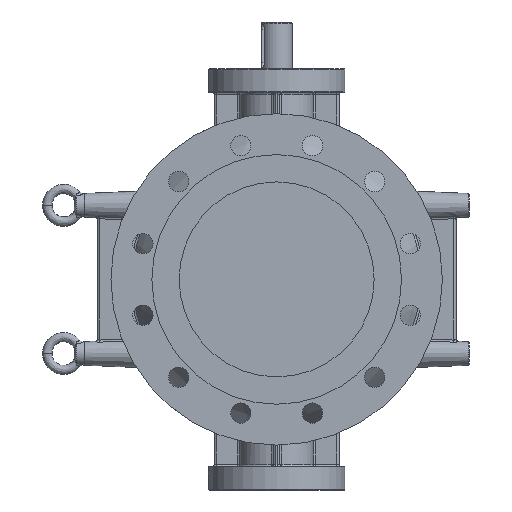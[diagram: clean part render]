
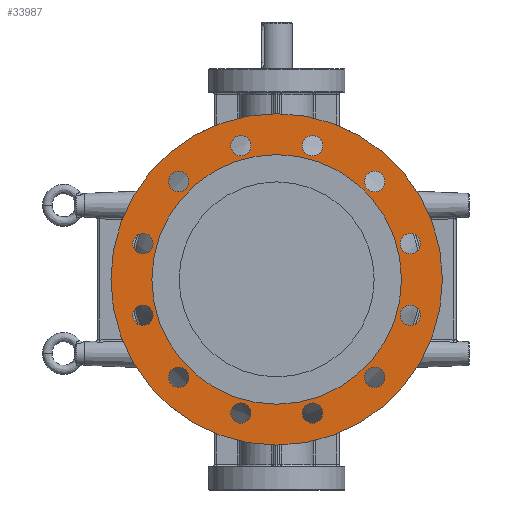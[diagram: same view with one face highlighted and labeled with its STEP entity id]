
A CAD part, left-side view. The second image highlights one B-rep face of the part: STEP entity #33987.
In plain terms, the highlighted planar face has unit normal (-1, 0, 0).
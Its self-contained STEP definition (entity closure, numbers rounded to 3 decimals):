
#735 = ORIENTED_EDGE ( 'NONE', *, *, #40062, .F. ) ;
#917 = CARTESIAN_POINT ( 'NONE',  ( -147., 125.511, 138.511 ) ) ;
#1136 = CARTESIAN_POINT ( 'NONE',  ( -147., -125.511, -125.511 ) ) ;
#1964 = CARTESIAN_POINT ( 'NONE',  ( -147., 45.94, -171.452 ) ) ;
#1988 = ORIENTED_EDGE ( 'NONE', *, *, #2974, .F. ) ;
#2254 = PLANE ( 'NONE',  #47149 ) ;
#2515 = CARTESIAN_POINT ( 'NONE',  ( -147., -125.511, -112.511 ) ) ;
#2741 = DIRECTION ( 'NONE',  ( 0., 0., 1. ) ) ;
#2766 = CARTESIAN_POINT ( 'NONE',  ( -147., 125.511, -125.511 ) ) ;
#2923 = AXIS2_PLACEMENT_3D ( 'NONE', #28008, #8332, #50579 ) ;
#2974 = EDGE_CURVE ( 'NONE', #32690, #32690, #31987, .T. ) ;
#3104 = ORIENTED_EDGE ( 'NONE', *, *, #50085, .F. ) ;
#3156 = CARTESIAN_POINT ( 'NONE',  ( -147., 45.94, 184.452 ) ) ;
#3431 = DIRECTION ( 'NONE',  ( -1., 0., 0. ) ) ;
#3841 = AXIS2_PLACEMENT_3D ( 'NONE', #1964, #13892, #49640 ) ;
#4185 = ORIENTED_EDGE ( 'NONE', *, *, #16447, .F. ) ;
#5955 = DIRECTION ( 'NONE',  ( 0., 0., 1. ) ) ;
#6136 = EDGE_LOOP ( 'NONE', ( #44446 ) ) ;
#6144 = CARTESIAN_POINT ( 'NONE',  ( -147., 0., 212.5 ) ) ;
#6606 = CIRCLE ( 'NONE', #45465, 13. ) ;
#6651 = FACE_OUTER_BOUND ( 'NONE', #49132, .T. ) ;
#7702 = ORIENTED_EDGE ( 'NONE', *, *, #44204, .F. ) ;
#7918 = CARTESIAN_POINT ( 'NONE',  ( -147., -171.452, 45.94 ) ) ;
#8332 = DIRECTION ( 'NONE',  ( -1., 0., 0. ) ) ;
#8424 = DIRECTION ( 'NONE',  ( 0., 0., 1. ) ) ;
#9090 = CIRCLE ( 'NONE', #29632, 13. ) ;
#9839 = VERTEX_POINT ( 'NONE', #25133 ) ;
#10027 = FACE_BOUND ( 'NONE', #40681, .T. ) ;
#10256 = CARTESIAN_POINT ( 'NONE',  ( -147., 0., 0. ) ) ;
#10616 = CARTESIAN_POINT ( 'NONE',  ( -147., 125.511, 125.511 ) ) ;
#11034 = AXIS2_PLACEMENT_3D ( 'NONE', #25337, #21960, #37756 ) ;
#12673 = EDGE_LOOP ( 'NONE', ( #7702 ) ) ;
#12808 = DIRECTION ( 'NONE',  ( 0., 0., 1. ) ) ;
#13892 = DIRECTION ( 'NONE',  ( -1., 0., 0. ) ) ;
#14170 = FACE_BOUND ( 'NONE', #18863, .T. ) ;
#14239 = VERTEX_POINT ( 'NONE', #41940 ) ;
#14679 = FACE_BOUND ( 'NONE', #6136, .T. ) ;
#16142 = CARTESIAN_POINT ( 'NONE',  ( -147., -171.452, 58.94 ) ) ;
#16447 = EDGE_CURVE ( 'NONE', #14239, #14239, #35882, .T. ) ;
#16526 = CARTESIAN_POINT ( 'NONE',  ( -147., -125.511, 138.511 ) ) ;
#17029 = ORIENTED_EDGE ( 'NONE', *, *, #18945, .F. ) ;
#17778 = DIRECTION ( 'NONE',  ( -1., 0., 0. ) ) ;
#18309 = CARTESIAN_POINT ( 'NONE',  ( -147., 160., 0. ) ) ;
#18345 = ORIENTED_EDGE ( 'NONE', *, *, #23713, .F. ) ;
#18668 = ORIENTED_EDGE ( 'NONE', *, *, #34010, .F. ) ;
#18796 = ORIENTED_EDGE ( 'NONE', *, *, #36771, .F. ) ;
#18863 = EDGE_LOOP ( 'NONE', ( #19520 ) ) ;
#18945 = EDGE_CURVE ( 'NONE', #9839, #9839, #45882, .T. ) ;
#19076 = FACE_BOUND ( 'NONE', #33982, .T. ) ;
#19403 = VERTEX_POINT ( 'NONE', #42457 ) ;
#19520 = ORIENTED_EDGE ( 'NONE', *, *, #39952, .F. ) ;
#19756 = DIRECTION ( 'NONE',  ( 0., 0., 1. ) ) ;
#20082 = AXIS2_PLACEMENT_3D ( 'NONE', #47720, #27769, #19756 ) ;
#21679 = VERTEX_POINT ( 'NONE', #6144 ) ;
#21940 = FACE_BOUND ( 'NONE', #44973, .T. ) ;
#21960 = DIRECTION ( 'NONE',  ( -1., 0., 0. ) ) ;
#22191 = FACE_BOUND ( 'NONE', #24460, .T. ) ;
#22325 = CARTESIAN_POINT ( 'NONE',  ( -147., -171.452, -32.94 ) ) ;
#22964 = FACE_BOUND ( 'NONE', #28278, .T. ) ;
#23114 = CARTESIAN_POINT ( 'NONE',  ( -147., -45.94, 171.452 ) ) ;
#23713 = EDGE_CURVE ( 'NONE', #19403, #19403, #49337, .T. ) ;
#24460 = EDGE_LOOP ( 'NONE', ( #32310 ) ) ;
#25133 = CARTESIAN_POINT ( 'NONE',  ( -147., 171.452, 58.94 ) ) ;
#25337 = CARTESIAN_POINT ( 'NONE',  ( -147., 171.452, -45.94 ) ) ;
#25646 = CARTESIAN_POINT ( 'NONE',  ( -147., 0., 0. ) ) ;
#25663 = EDGE_CURVE ( 'NONE', #32317, #32317, #43593, .T. ) ;
#25825 = FACE_BOUND ( 'NONE', #29156, .T. ) ;
#27092 = DIRECTION ( 'NONE',  ( 0., 0., 1. ) ) ;
#27116 = VERTEX_POINT ( 'NONE', #2515 ) ;
#27246 = CIRCLE ( 'NONE', #42958, 212.5 ) ;
#27587 = CIRCLE ( 'NONE', #11034, 13. ) ;
#27769 = DIRECTION ( 'NONE',  ( -1., 0., 0. ) ) ;
#28008 = CARTESIAN_POINT ( 'NONE',  ( -147., 45.94, 171.452 ) ) ;
#28103 = CARTESIAN_POINT ( 'NONE',  ( -147., -45.94, -171.452 ) ) ;
#28278 = EDGE_LOOP ( 'NONE', ( #18668 ) ) ;
#28614 = DIRECTION ( 'NONE',  ( -1., 0., 0. ) ) ;
#29156 = EDGE_LOOP ( 'NONE', ( #44841 ) ) ;
#29311 = AXIS2_PLACEMENT_3D ( 'NONE', #35648, #46543, #50687 ) ;
#29632 = AXIS2_PLACEMENT_3D ( 'NONE', #2766, #30462, #30971 ) ;
#30235 = EDGE_LOOP ( 'NONE', ( #1988 ) ) ;
#30462 = DIRECTION ( 'NONE',  ( -1., 0., 0. ) ) ;
#30470 = VERTEX_POINT ( 'NONE', #42916 ) ;
#30718 = FACE_BOUND ( 'NONE', #12673, .T. ) ;
#30971 = DIRECTION ( 'NONE',  ( 0., 0., 1. ) ) ;
#31004 = CIRCLE ( 'NONE', #2923, 13. ) ;
#31054 = EDGE_CURVE ( 'NONE', #21679, #21679, #27246, .T. ) ;
#31430 = ORIENTED_EDGE ( 'NONE', *, *, #31054, .T. ) ;
#31747 = VERTEX_POINT ( 'NONE', #917 ) ;
#31987 = CIRCLE ( 'NONE', #38627, 13. ) ;
#32310 = ORIENTED_EDGE ( 'NONE', *, *, #25663, .F. ) ;
#32317 = VERTEX_POINT ( 'NONE', #16526 ) ;
#32690 = VERTEX_POINT ( 'NONE', #16142 ) ;
#33029 = VERTEX_POINT ( 'NONE', #22325 ) ;
#33826 = DIRECTION ( 'NONE',  ( 0., 0., 1. ) ) ;
#33982 = EDGE_LOOP ( 'NONE', ( #18796 ) ) ;
#33987 = ADVANCED_FACE ( 'NONE', ( #30718, #22964, #49922, #10027, #19076, #25825, #46023, #22191, #41607, #14679, #14170, #21940, #6651, #37738 ), #2254, .T. ) ;
#34010 = EDGE_CURVE ( 'NONE', #30470, #30470, #9090, .T. ) ;
#35648 = CARTESIAN_POINT ( 'NONE',  ( -147., 171.452, 45.94 ) ) ;
#35882 = CIRCLE ( 'NONE', #46533, 13. ) ;
#35975 = CIRCLE ( 'NONE', #45104, 13. ) ;
#36299 = DIRECTION ( 'NONE',  ( 0., 0., 1. ) ) ;
#36771 = EDGE_CURVE ( 'NONE', #27116, #27116, #6606, .T. ) ;
#36926 = CARTESIAN_POINT ( 'NONE',  ( -147., 171.452, -32.94 ) ) ;
#37709 = AXIS2_PLACEMENT_3D ( 'NONE', #25646, #41428, #5955 ) ;
#37738 = FACE_BOUND ( 'NONE', #46090, .T. ) ;
#37756 = DIRECTION ( 'NONE',  ( 0., 0., 1. ) ) ;
#38069 = DIRECTION ( 'NONE',  ( -1., 0., 0. ) ) ;
#38244 = DIRECTION ( 'NONE',  ( 0., 0., 1. ) ) ;
#38522 = AXIS2_PLACEMENT_3D ( 'NONE', #10616, #38069, #38583 ) ;
#38583 = DIRECTION ( 'NONE',  ( 0., 0., 1. ) ) ;
#38627 = AXIS2_PLACEMENT_3D ( 'NONE', #7918, #47545, #27092 ) ;
#38649 = VERTEX_POINT ( 'NONE', #3156 ) ;
#39327 = EDGE_LOOP ( 'NONE', ( #3104 ) ) ;
#39952 = EDGE_CURVE ( 'NONE', #31747, #31747, #40982, .T. ) ;
#40062 = EDGE_CURVE ( 'NONE', #44439, #44439, #46817, .T. ) ;
#40681 = EDGE_LOOP ( 'NONE', ( #4185 ) ) ;
#40982 = CIRCLE ( 'NONE', #38522, 13. ) ;
#41428 = DIRECTION ( 'NONE',  ( -1., 0., 0. ) ) ;
#41607 = FACE_BOUND ( 'NONE', #39327, .T. ) ;
#41940 = CARTESIAN_POINT ( 'NONE',  ( -147., -45.94, -158.452 ) ) ;
#42005 = VERTEX_POINT ( 'NONE', #36926 ) ;
#42457 = CARTESIAN_POINT ( 'NONE',  ( -147., 45.94, -158.452 ) ) ;
#42916 = CARTESIAN_POINT ( 'NONE',  ( -147., 125.511, -112.511 ) ) ;
#42958 = AXIS2_PLACEMENT_3D ( 'NONE', #10256, #46249, #2741 ) ;
#42997 = EDGE_LOOP ( 'NONE', ( #18345 ) ) ;
#43185 = EDGE_CURVE ( 'NONE', #33029, #33029, #47373, .T. ) ;
#43593 = CIRCLE ( 'NONE', #45249, 13. ) ;
#44204 = EDGE_CURVE ( 'NONE', #42005, #42005, #27587, .T. ) ;
#44439 = VERTEX_POINT ( 'NONE', #48333 ) ;
#44446 = ORIENTED_EDGE ( 'NONE', *, *, #50041, .F. ) ;
#44841 = ORIENTED_EDGE ( 'NONE', *, *, #43185, .F. ) ;
#44973 = EDGE_LOOP ( 'NONE', ( #17029 ) ) ;
#45104 = AXIS2_PLACEMENT_3D ( 'NONE', #23114, #3431, #36299 ) ;
#45249 = AXIS2_PLACEMENT_3D ( 'NONE', #45744, #17778, #33826 ) ;
#45465 = AXIS2_PLACEMENT_3D ( 'NONE', #1136, #47788, #12808 ) ;
#45744 = CARTESIAN_POINT ( 'NONE',  ( -147., -125.511, 125.511 ) ) ;
#45765 = DIRECTION ( 'NONE',  ( -1., 0., 0. ) ) ;
#45882 = CIRCLE ( 'NONE', #29311, 13. ) ;
#46023 = FACE_BOUND ( 'NONE', #30235, .T. ) ;
#46090 = EDGE_LOOP ( 'NONE', ( #735 ) ) ;
#46249 = DIRECTION ( 'NONE',  ( -1., 0., 0. ) ) ;
#46413 = VERTEX_POINT ( 'NONE', #50820 ) ;
#46533 = AXIS2_PLACEMENT_3D ( 'NONE', #28103, #28614, #8424 ) ;
#46543 = DIRECTION ( 'NONE',  ( -1., 0., 0. ) ) ;
#46817 = CIRCLE ( 'NONE', #37709, 160. ) ;
#47149 = AXIS2_PLACEMENT_3D ( 'NONE', #18309, #45765, #38244 ) ;
#47373 = CIRCLE ( 'NONE', #20082, 13. ) ;
#47545 = DIRECTION ( 'NONE',  ( -1., 0., 0. ) ) ;
#47720 = CARTESIAN_POINT ( 'NONE',  ( -147., -171.452, -45.94 ) ) ;
#47788 = DIRECTION ( 'NONE',  ( -1., 0., 0. ) ) ;
#48333 = CARTESIAN_POINT ( 'NONE',  ( -147., 0., 160. ) ) ;
#49132 = EDGE_LOOP ( 'NONE', ( #31430 ) ) ;
#49337 = CIRCLE ( 'NONE', #3841, 13. ) ;
#49640 = DIRECTION ( 'NONE',  ( 0., 0., 1. ) ) ;
#49922 = FACE_BOUND ( 'NONE', #42997, .T. ) ;
#50041 = EDGE_CURVE ( 'NONE', #38649, #38649, #31004, .T. ) ;
#50085 = EDGE_CURVE ( 'NONE', #46413, #46413, #35975, .T. ) ;
#50579 = DIRECTION ( 'NONE',  ( 0., 0., 1. ) ) ;
#50687 = DIRECTION ( 'NONE',  ( 0., 0., 1. ) ) ;
#50820 = CARTESIAN_POINT ( 'NONE',  ( -147., -45.94, 184.452 ) ) ;
